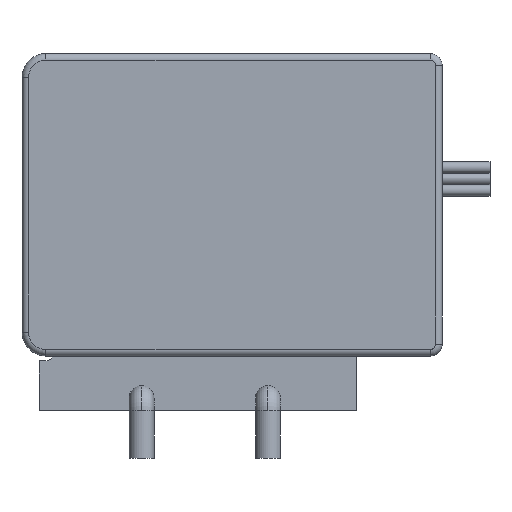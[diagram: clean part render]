
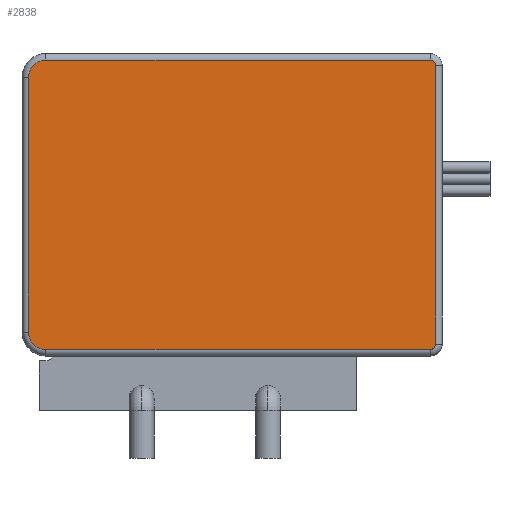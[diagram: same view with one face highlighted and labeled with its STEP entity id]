
A CAD part, front view. The second image highlights one B-rep face of the part: STEP entity #2838.
In plain terms, the highlighted planar face has unit normal (0, -1, 0).
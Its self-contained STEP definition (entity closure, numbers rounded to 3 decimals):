
#419 = CARTESIAN_POINT ( 'NONE',  ( -18.375, -8.4, -13.3 ) ) ;
#461 = DIRECTION ( 'NONE',  ( 0., 0., 1. ) ) ;
#511 = ORIENTED_EDGE ( 'NONE', *, *, #5461, .T. ) ;
#529 = CARTESIAN_POINT ( 'NONE',  ( 24.175, -8.4, 15.8 ) ) ;
#714 = VECTOR ( 'NONE', #3377, 1000. ) ;
#888 = LINE ( 'NONE', #11578, #3402 ) ;
#1024 = LINE ( 'NONE', #529, #714 ) ;
#1107 = DIRECTION ( 'NONE',  ( 0., 0., 1. ) ) ;
#1391 = VERTEX_POINT ( 'NONE', #4449 ) ;
#2207 = LINE ( 'NONE', #6169, #6917 ) ;
#2472 = CARTESIAN_POINT ( 'NONE',  ( 23.6, -8.4, -14.55 ) ) ;
#2489 = EDGE_CURVE ( 'NONE', #5026, #3565, #10044, .T. ) ;
#2640 = EDGE_CURVE ( 'NONE', #11821, #5026, #9589, .T. ) ;
#2652 = CARTESIAN_POINT ( 'NONE',  ( 24.85, -8.4, 15.8 ) ) ;
#2828 = VECTOR ( 'NONE', #9419, 1000. ) ;
#2838 = ADVANCED_FACE ( 'NONE', ( #8839 ), #3539, .F. ) ;
#3080 = CARTESIAN_POINT ( 'NONE',  ( 24.175, -8.4, 14.55 ) ) ;
#3377 = DIRECTION ( 'NONE',  ( 0., 0., 1. ) ) ;
#3402 = VECTOR ( 'NONE', #4998, 1000. ) ;
#3408 = DIRECTION ( 'NONE',  ( 0., 0., 1. ) ) ;
#3539 = PLANE ( 'NONE',  #3718 ) ;
#3565 = VERTEX_POINT ( 'NONE', #5811 ) ;
#3583 = AXIS2_PLACEMENT_3D ( 'NONE', #10523, #4898, #11478 ) ;
#3718 = AXIS2_PLACEMENT_3D ( 'NONE', #2652, #7358, #10104 ) ;
#4344 = AXIS2_PLACEMENT_3D ( 'NONE', #2472, #9033, #3408 ) ;
#4362 = VERTEX_POINT ( 'NONE', #419 ) ;
#4365 = ORIENTED_EDGE ( 'NONE', *, *, #6550, .T. ) ;
#4379 = EDGE_CURVE ( 'NONE', #4362, #7611, #7782, .T. ) ;
#4440 = EDGE_CURVE ( 'NONE', #7303, #4362, #2207, .T. ) ;
#4449 = CARTESIAN_POINT ( 'NONE',  ( 24.175, -8.4, -14.55 ) ) ;
#4775 = ORIENTED_EDGE ( 'NONE', *, *, #2640, .T. ) ;
#4898 = DIRECTION ( 'NONE',  ( 0., -1., 0. ) ) ;
#4990 = AXIS2_PLACEMENT_3D ( 'NONE', #11756, #6128, #461 ) ;
#4998 = DIRECTION ( 'NONE',  ( 1., 0., 0. ) ) ;
#5026 = VERTEX_POINT ( 'NONE', #9671 ) ;
#5122 = EDGE_LOOP ( 'NONE', ( #8068, #511, #11602, #8517, #4365, #8679, #5742, #4775 ) ) ;
#5138 = DIRECTION ( 'NONE',  ( 0., -1., 0. ) ) ;
#5461 = EDGE_CURVE ( 'NONE', #3565, #7303, #8637, .T. ) ;
#5742 = ORIENTED_EDGE ( 'NONE', *, *, #9856, .T. ) ;
#5811 = CARTESIAN_POINT ( 'NONE',  ( -16.55, -8.4, 15.125 ) ) ;
#6079 = CARTESIAN_POINT ( 'NONE',  ( 23.6, -8.4, -15.125 ) ) ;
#6128 = DIRECTION ( 'NONE',  ( 0., -1., 0. ) ) ;
#6169 = CARTESIAN_POINT ( 'NONE',  ( -18.375, -8.4, 15.8 ) ) ;
#6550 = EDGE_CURVE ( 'NONE', #7611, #11319, #888, .T. ) ;
#6658 = CARTESIAN_POINT ( 'NONE',  ( -16.55, -8.4, 15.125 ) ) ;
#6671 = CARTESIAN_POINT ( 'NONE',  ( -16.55, -8.4, -15.125 ) ) ;
#6917 = VECTOR ( 'NONE', #11836, 1000. ) ;
#7303 = VERTEX_POINT ( 'NONE', #11840 ) ;
#7358 = DIRECTION ( 'NONE',  ( 0., 1., 0. ) ) ;
#7611 = VERTEX_POINT ( 'NONE', #6671 ) ;
#7782 = CIRCLE ( 'NONE', #4990, 1.825 ) ;
#8068 = ORIENTED_EDGE ( 'NONE', *, *, #2489, .T. ) ;
#8517 = ORIENTED_EDGE ( 'NONE', *, *, #4379, .T. ) ;
#8589 = AXIS2_PLACEMENT_3D ( 'NONE', #11172, #5138, #1107 ) ;
#8637 = CIRCLE ( 'NONE', #3583, 1.825 ) ;
#8679 = ORIENTED_EDGE ( 'NONE', *, *, #11916, .T. ) ;
#8839 = FACE_OUTER_BOUND ( 'NONE', #5122, .T. ) ;
#9033 = DIRECTION ( 'NONE',  ( 0., -1., 0. ) ) ;
#9419 = DIRECTION ( 'NONE',  ( -1., 0., 0. ) ) ;
#9589 = CIRCLE ( 'NONE', #8589, 0.575 ) ;
#9671 = CARTESIAN_POINT ( 'NONE',  ( 23.6, -8.4, 15.125 ) ) ;
#9856 = EDGE_CURVE ( 'NONE', #1391, #11821, #1024, .T. ) ;
#10044 = LINE ( 'NONE', #6658, #2828 ) ;
#10104 = DIRECTION ( 'NONE',  ( 0., 0., 1. ) ) ;
#10523 = CARTESIAN_POINT ( 'NONE',  ( -16.55, -8.4, 13.3 ) ) ;
#11172 = CARTESIAN_POINT ( 'NONE',  ( 23.6, -8.4, 14.55 ) ) ;
#11319 = VERTEX_POINT ( 'NONE', #6079 ) ;
#11478 = DIRECTION ( 'NONE',  ( 0., 0., 1. ) ) ;
#11578 = CARTESIAN_POINT ( 'NONE',  ( 24.85, -8.4, -15.125 ) ) ;
#11602 = ORIENTED_EDGE ( 'NONE', *, *, #4440, .T. ) ;
#11756 = CARTESIAN_POINT ( 'NONE',  ( -16.55, -8.4, -13.3 ) ) ;
#11821 = VERTEX_POINT ( 'NONE', #3080 ) ;
#11836 = DIRECTION ( 'NONE',  ( 0., 0., -1. ) ) ;
#11840 = CARTESIAN_POINT ( 'NONE',  ( -18.375, -8.4, 13.3 ) ) ;
#11916 = EDGE_CURVE ( 'NONE', #11319, #1391, #11992, .T. ) ;
#11992 = CIRCLE ( 'NONE', #4344, 0.575 ) ;
